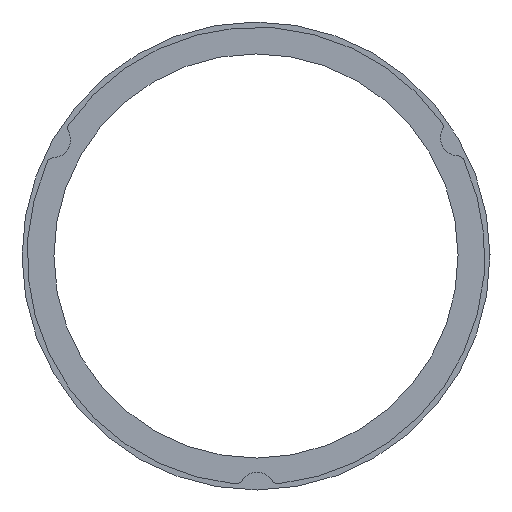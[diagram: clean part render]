
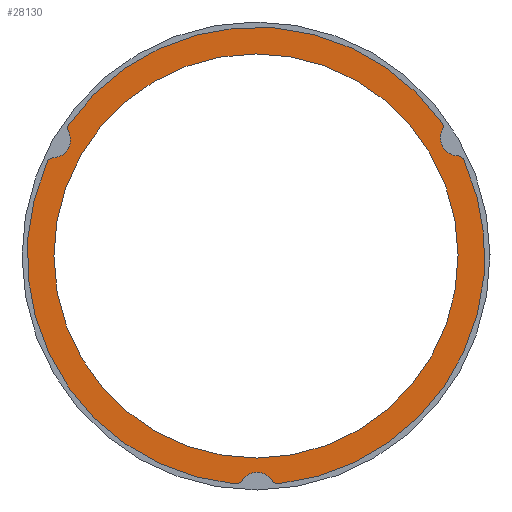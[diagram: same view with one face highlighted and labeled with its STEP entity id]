
A CAD part, front view. The second image highlights one B-rep face of the part: STEP entity #28130.
In plain terms, the highlighted planar face has unit normal (0, -1, 0).
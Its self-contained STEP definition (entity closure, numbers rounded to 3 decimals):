
#1940=CARTESIAN_POINT('',(0.,-15.5,-72.39));
#1950=VERTEX_POINT('',#1940);
#1980=CARTESIAN_POINT('',(0.,-15.5,0.));
#1990=DIRECTION('',(0.,1.,0.));
#2000=DIRECTION('',(0.,0.,-1.));
#2010=AXIS2_PLACEMENT_3D('',#1980,#1990,#2000);
#2020=CIRCLE('',#2010,72.39);
#2030=CARTESIAN_POINT('',(-46.632,-15.5,
55.369));
#2040=VERTEX_POINT('',#2030);
#2050=EDGE_CURVE('',#1950,#2040,#2020,.T.);
#2070=CARTESIAN_POINT('',(0.,-15.5,72.39))
;
#2080=VERTEX_POINT('',#2070);
#2090=EDGE_CURVE('',#2040,#2080,#2020,.T.);
#2350=CARTESIAN_POINT('',(-34.083,-15.5,
74.558));
#2360=VERTEX_POINT('',#2350);
#2390=CARTESIAN_POINT('',(-33.027,-15.5,
72.248));
#2400=DIRECTION('',(0.,-1.,0.));
#2410=DIRECTION('',(-0.416,0.,
0.909));
#2420=AXIS2_PLACEMENT_3D('',#2390,#2400,#2410);
#2430=CIRCLE('',#2420,2.54);
#2440=CARTESIAN_POINT('',(-35.565,-15.5,
72.346));
#2450=VERTEX_POINT('',#2440);
#2460=EDGE_CURVE('',#2360,#2450,#2430,.T.);
#26720=CARTESIAN_POINT('',(-47.528,-15.5,
66.795));
#26730=VERTEX_POINT('',#26720);
#26760=CARTESIAN_POINT('',(0.,-15.5,0.));
#26770=DIRECTION('',(0.,-1.,0.));
#26780=DIRECTION('',(0.,0.,-1.));
#26790=AXIS2_PLACEMENT_3D('',#26760,#26770,#26780);
#26800=CIRCLE('',#26790,81.979);
#26810=CARTESIAN_POINT('',(-47.528,-15.5,
-66.795));
#26820=VERTEX_POINT('',#26810);
#26830=EDGE_CURVE('',#26730,#26820,#26800,.T.);
#27060=CARTESIAN_POINT('',(-44.871,-15.5,
66.973));
#27070=VERTEX_POINT('',#27060);
#27100=CARTESIAN_POINT('',(-46.055,-15.5,
64.726));
#27110=DIRECTION('',(0.,-1.,0.));
#27120=DIRECTION('',(0.466,0.,
0.885));
#27130=AXIS2_PLACEMENT_3D('',#27100,#27110,#27120);
#27140=CIRCLE('',#27130,2.54);
#27150=EDGE_CURVE('',#27070,#26730,#27140,.T.);
#27200=CARTESIAN_POINT('',(-72.39,-15.5,0.));
#27210=DIRECTION('',(0.,1.,0.));
#27220=DIRECTION('',(0.,0.,1.));
#27230=AXIS2_PLACEMENT_3D('',#27200,#27210,#27220);
#27240=PLANE('',#27230);
#27250=EDGE_CURVE('',#2080,#1950,#2020,.T.);
#27260=ORIENTED_EDGE('',*,*,#27250,.T.);
#27270=ORIENTED_EDGE('',*,*,#2090,.T.);
#27280=ORIENTED_EDGE('',*,*,#2050,.T.);
#27290=EDGE_LOOP('',(#27280,#27270,#27260));
#27300=FACE_BOUND('',#27290,.T.);
#27310=CARTESIAN_POINT('',(79.082,-15.5,
7.522));
#27320=DIRECTION('',(0.,-1.,0.));
#27330=DIRECTION('',(0.533,0.,
-0.846));
#27340=AXIS2_PLACEMENT_3D('',#27310,#27320,#27330);
#27350=CIRCLE('',#27340,2.54);
#27360=CARTESIAN_POINT('',(80.435,-15.5,
5.373));
#27370=VERTEX_POINT('',#27360);
#27380=CARTESIAN_POINT('',(81.61,-15.5,
7.762));
#27390=VERTEX_POINT('',#27380);
#27400=EDGE_CURVE('',#27370,#27390,#27350,.T.);
#27410=ORIENTED_EDGE('',*,*,#27400,.T.);
#27420=CARTESIAN_POINT('',(83.82,-15.5,0.)
);
#27430=DIRECTION('',(0.,1.,0.));
#27440=DIRECTION('',(-0.533,0.,
-0.846));
#27450=AXIS2_PLACEMENT_3D('',#27420,#27430,#27440);
#27460=CIRCLE('',#27450,6.35);
#27470=CARTESIAN_POINT('',(80.435,-15.5,
-5.373));
#27480=VERTEX_POINT('',#27470);
#27490=EDGE_CURVE('',#27480,#27370,#27460,.T.);
#27500=ORIENTED_EDGE('',*,*,#27490,.T.);
#27510=CARTESIAN_POINT('',(79.082,-15.5,
-7.522));
#27520=DIRECTION('',(0.,-1.,0.));
#27530=DIRECTION('',(0.996,0.,
-0.095));
#27540=AXIS2_PLACEMENT_3D('',#27510,#27520,#27530);
#27550=CIRCLE('',#27540,2.54);
#27560=CARTESIAN_POINT('',(81.61,-15.5,
-7.762));
#27570=VERTEX_POINT('',#27560);
#27580=EDGE_CURVE('',#27570,#27480,#27550,.T.);
#27590=ORIENTED_EDGE('',*,*,#27580,.T.);
#27600=CARTESIAN_POINT('',(0.,-15.5,0.));
#27610=DIRECTION('',(0.,-1.,0.));
#27620=DIRECTION('',(0.,0.,-1.));
#27630=AXIS2_PLACEMENT_3D('',#27600,#27610,#27620);
#27640=CIRCLE('',#27630,81.979);
#27650=CARTESIAN_POINT('',(-34.083,-15.5,
-74.558));
#27660=VERTEX_POINT('',#27650);
#27670=EDGE_CURVE('',#27660,#27570,#27640,.T.);
#27680=ORIENTED_EDGE('',*,*,#27670,.T.);
#27690=CARTESIAN_POINT('',(-33.027,-15.5,
-72.248));
#27700=DIRECTION('',(0.,-1.,0.));
#27710=DIRECTION('',(-0.999,0.,
-0.039));
#27720=AXIS2_PLACEMENT_3D('',#27690,#27700,#27710);
#27730=CIRCLE('',#27720,2.54);
#27740=CARTESIAN_POINT('',(-35.565,-15.5,
-72.346));
#27750=VERTEX_POINT('',#27740);
#27760=EDGE_CURVE('',#27750,#27660,#27730,.T.);
#27770=ORIENTED_EDGE('',*,*,#27760,.T.);
#27780=CARTESIAN_POINT('',(-41.91,-15.5,
-72.59));
#27790=DIRECTION('',(0.,1.,0.));
#27800=DIRECTION('',(-0.466,0.,
0.885));
#27810=AXIS2_PLACEMENT_3D('',#27780,#27790,#27800);
#27820=CIRCLE('',#27810,6.35);
#27830=CARTESIAN_POINT('',(-44.871,-15.5,
-66.973));
#27840=VERTEX_POINT('',#27830);
#27850=EDGE_CURVE('',#27840,#27750,#27820,.T.);
#27860=ORIENTED_EDGE('',*,*,#27850,.T.);
#27870=CARTESIAN_POINT('',(-46.055,-15.5,
-64.726));
#27880=DIRECTION('',(0.,-1.,0.));
#27890=DIRECTION('',(-0.58,0.,
-0.815));
#27900=AXIS2_PLACEMENT_3D('',#27870,#27880,#27890);
#27910=CIRCLE('',#27900,2.54);
#27920=EDGE_CURVE('',#26820,#27840,#27910,.T.);
#27930=ORIENTED_EDGE('',*,*,#27920,.T.);
#27940=ORIENTED_EDGE('',*,*,#26830,.T.);
#27950=ORIENTED_EDGE('',*,*,#27150,.T.);
#27960=CARTESIAN_POINT('',(-41.91,-15.5,
72.59));
#27970=DIRECTION('',(0.,1.,0.));
#27980=DIRECTION('',(0.999,0.,
-0.039));
#27990=AXIS2_PLACEMENT_3D('',#27960,#27970,#27980);
#28000=CIRCLE('',#27990,6.35);
#28010=EDGE_CURVE('',#2450,#27070,#28000,.T.);
#28020=ORIENTED_EDGE('',*,*,#28010,.T.);
#28030=ORIENTED_EDGE('',*,*,#2460,.T.);
#28040=CARTESIAN_POINT('',(0.,-15.5,0.));
#28050=DIRECTION('',(0.,-1.,0.));
#28060=DIRECTION('',(0.,0.,-1.));
#28070=AXIS2_PLACEMENT_3D('',#28040,#28050,#28060);
#28080=CIRCLE('',#28070,81.979);
#28090=EDGE_CURVE('',#27390,#2360,#28080,.T.);
#28100=ORIENTED_EDGE('',*,*,#28090,.T.);
#28110=EDGE_LOOP('',(#28100,#28030,#28020,#27950,#27940,#27930,#27860,
#27770,#27680,#27590,#27500,#27410));
#28120=FACE_OUTER_BOUND('',#28110,.T.);
#28130=ADVANCED_FACE('',(#27300,#28120),#27240,.F.);
